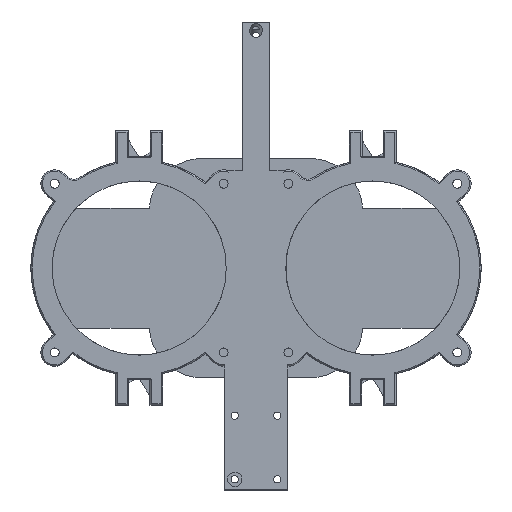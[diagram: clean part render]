
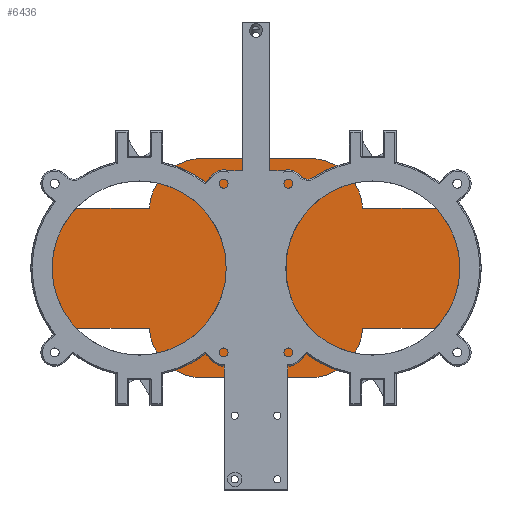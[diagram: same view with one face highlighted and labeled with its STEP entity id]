
A CAD part, top view. The second image highlights one B-rep face of the part: STEP entity #6436.
In plain terms, the highlighted planar face has unit normal (0, 0, 1).
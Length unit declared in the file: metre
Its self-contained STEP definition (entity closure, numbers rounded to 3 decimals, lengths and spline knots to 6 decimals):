
#357=PLANE('',#7113);
#614=CIRCLE('',#7062,0.048);
#616=CIRCLE('',#7066,0.025);
#618=CIRCLE('',#7070,0.025);
#620=CIRCLE('',#7074,0.048);
#622=CIRCLE('',#7078,0.025);
#625=CIRCLE('',#7083,0.001925);
#627=CIRCLE('',#7086,0.001925);
#629=CIRCLE('',#7089,0.001925);
#630=CIRCLE('',#7091,0.025);
#633=CIRCLE('',#7095,0.001925);
#635=CIRCLE('',#7098,0.001925);
#637=CIRCLE('',#7101,0.001925);
#2340=ORIENTED_EDGE('',*,*,#3285,.T.);
#2341=ORIENTED_EDGE('',*,*,#3283,.T.);
#2342=ORIENTED_EDGE('',*,*,#3238,.T.);
#2343=ORIENTED_EDGE('',*,*,#3280,.T.);
#2344=ORIENTED_EDGE('',*,*,#3269,.T.);
#2345=ORIENTED_EDGE('',*,*,#3266,.F.);
#2346=ORIENTED_EDGE('',*,*,#3263,.T.);
#2347=ORIENTED_EDGE('',*,*,#3260,.F.);
#2348=ORIENTED_EDGE('',*,*,#3257,.F.);
#2349=ORIENTED_EDGE('',*,*,#3254,.T.);
#2350=ORIENTED_EDGE('',*,*,#3251,.F.);
#2351=ORIENTED_EDGE('',*,*,#3248,.F.);
#2352=ORIENTED_EDGE('',*,*,#3245,.F.);
#2353=ORIENTED_EDGE('',*,*,#3242,.F.);
#2354=ORIENTED_EDGE('',*,*,#3279,.T.);
#2355=ORIENTED_EDGE('',*,*,#3277,.T.);
#2356=ORIENTED_EDGE('',*,*,#3275,.T.);
#2357=ORIENTED_EDGE('',*,*,#3287,.T.);
#3238=EDGE_CURVE('',#3851,#3852,#4398,.T.);
#3242=EDGE_CURVE('',#3851,#3855,#614,.T.);
#3245=EDGE_CURVE('',#3855,#3857,#4403,.T.);
#3248=EDGE_CURVE('',#3857,#3859,#616,.T.);
#3251=EDGE_CURVE('',#3859,#3861,#4407,.T.);
#3254=EDGE_CURVE('',#3863,#3861,#618,.T.);
#3257=EDGE_CURVE('',#3863,#3865,#4411,.T.);
#3260=EDGE_CURVE('',#3865,#3867,#620,.T.);
#3263=EDGE_CURVE('',#3869,#3867,#4415,.T.);
#3266=EDGE_CURVE('',#3869,#3871,#622,.T.);
#3269=EDGE_CURVE('',#3873,#3871,#4419,.T.);
#3275=EDGE_CURVE('',#3878,#3878,#625,.T.);
#3277=EDGE_CURVE('',#3880,#3880,#627,.T.);
#3279=EDGE_CURVE('',#3882,#3882,#629,.T.);
#3280=EDGE_CURVE('',#3852,#3873,#630,.T.);
#3283=EDGE_CURVE('',#3884,#3884,#633,.T.);
#3285=EDGE_CURVE('',#3886,#3886,#635,.T.);
#3287=EDGE_CURVE('',#3888,#3888,#637,.T.);
#3851=VERTEX_POINT('',#12251);
#3852=VERTEX_POINT('',#12252);
#3855=VERTEX_POINT('',#12260);
#3857=VERTEX_POINT('',#12266);
#3859=VERTEX_POINT('',#12272);
#3861=VERTEX_POINT('',#12278);
#3863=VERTEX_POINT('',#12284);
#3865=VERTEX_POINT('',#12290);
#3867=VERTEX_POINT('',#12296);
#3869=VERTEX_POINT('',#12302);
#3871=VERTEX_POINT('',#12308);
#3873=VERTEX_POINT('',#12314);
#3878=VERTEX_POINT('',#12326);
#3880=VERTEX_POINT('',#12331);
#3882=VERTEX_POINT('',#12336);
#3884=VERTEX_POINT('',#12344);
#3886=VERTEX_POINT('',#12349);
#3888=VERTEX_POINT('',#12354);
#4398=LINE('',#12250,#4894);
#4403=LINE('',#12265,#4899);
#4407=LINE('',#12277,#4903);
#4411=LINE('',#12289,#4907);
#4415=LINE('',#12301,#4911);
#4419=LINE('',#12313,#4915);
#4894=VECTOR('',#8735,1.);
#4899=VECTOR('',#8748,1.);
#4903=VECTOR('',#8760,1.);
#4907=VECTOR('',#8772,1.);
#4911=VECTOR('',#8784,1.);
#4915=VECTOR('',#8796,1.);
#5368=EDGE_LOOP('',(#2340));
#5369=EDGE_LOOP('',(#2341));
#5370=EDGE_LOOP('',(#2342,#2343,#2344,#2345,#2346,#2347,#2348,#2349,#2350,
#2351,#2352,#2353));
#5371=EDGE_LOOP('',(#2354));
#5372=EDGE_LOOP('',(#2355));
#5373=EDGE_LOOP('',(#2356));
#5374=EDGE_LOOP('',(#2357));
#5895=FACE_BOUND('',#5368,.T.);
#5896=FACE_BOUND('',#5369,.T.);
#5897=FACE_BOUND('',#5370,.T.);
#5898=FACE_BOUND('',#5371,.T.);
#5899=FACE_BOUND('',#5372,.T.);
#5900=FACE_BOUND('',#5373,.T.);
#5901=FACE_BOUND('',#5374,.T.);
#6436=ADVANCED_FACE('',(#5895,#5896,#5897,#5898,#5899,#5900,#5901),#357,
 .F.);
#7062=AXIS2_PLACEMENT_3D('',#12259,#8741,#8742);
#7066=AXIS2_PLACEMENT_3D('',#12271,#8753,#8754);
#7070=AXIS2_PLACEMENT_3D('',#12283,#8765,#8766);
#7074=AXIS2_PLACEMENT_3D('',#12295,#8777,#8778);
#7078=AXIS2_PLACEMENT_3D('',#12307,#8789,#8790);
#7083=AXIS2_PLACEMENT_3D('',#12325,#8805,#8806);
#7086=AXIS2_PLACEMENT_3D('',#12330,#8811,#8812);
#7089=AXIS2_PLACEMENT_3D('',#12335,#8817,#8818);
#7091=AXIS2_PLACEMENT_3D('',#12338,#8821,#8822);
#7095=AXIS2_PLACEMENT_3D('',#12343,#8829,#8830);
#7098=AXIS2_PLACEMENT_3D('',#12348,#8835,#8836);
#7101=AXIS2_PLACEMENT_3D('',#12353,#8841,#8842);
#7113=AXIS2_PLACEMENT_3D('',#12381,#8868,#8869);
#8735=DIRECTION('',(1.,0.,0.));
#8741=DIRECTION('',(0.,0.,-1.));
#8742=DIRECTION('',(-1.,0.,0.));
#8748=DIRECTION('',(1.,0.,0.));
#8753=DIRECTION('',(0.,0.,-1.));
#8754=DIRECTION('',(-1.,0.,0.));
#8760=DIRECTION('',(1.,0.,0.));
#8765=DIRECTION('',(0.,0.,1.));
#8766=DIRECTION('',(-1.,0.,0.));
#8772=DIRECTION('',(1.,0.,0.));
#8777=DIRECTION('',(0.,0.,-1.));
#8778=DIRECTION('',(-1.,0.,0.));
#8784=DIRECTION('',(1.,0.,0.));
#8789=DIRECTION('',(0.,0.,-1.));
#8790=DIRECTION('',(-1.,0.,0.));
#8796=DIRECTION('',(1.,0.,0.));
#8805=DIRECTION('',(0.,0.,-1.));
#8806=DIRECTION('',(-1.,0.,0.));
#8811=DIRECTION('',(0.,0.,-1.));
#8812=DIRECTION('',(-1.,0.,0.));
#8817=DIRECTION('',(0.,0.,-1.));
#8818=DIRECTION('',(-1.,0.,0.));
#8821=DIRECTION('',(0.,0.,1.));
#8822=DIRECTION('',(-1.,0.,0.));
#8829=DIRECTION('',(0.,0.,-1.));
#8830=DIRECTION('',(-1.,0.,0.));
#8835=DIRECTION('',(0.,0.,-1.));
#8836=DIRECTION('',(-1.,0.,0.));
#8841=DIRECTION('',(0.,0.,-1.));
#8842=DIRECTION('',(-1.,0.,0.));
#8868=DIRECTION('',(0.,0.,-1.));
#8869=DIRECTION('',(1.,0.,0.));
#12250=CARTESIAN_POINT('',(-0.017051,-0.028188,-0.04523));
#12251=CARTESIAN_POINT('',(-0.038852,-0.028187,-0.04523));
#12252=CARTESIAN_POINT('',(0.00475,-0.028188,-0.04523));
#12259=CARTESIAN_POINT('',(0.,0.,-0.04523));
#12260=CARTESIAN_POINT('',(-0.03885,0.028189,-0.04523));
#12265=CARTESIAN_POINT('',(-0.01705,0.028189,-0.04523));
#12266=CARTESIAN_POINT('',(0.00475,0.028189,-0.04523));
#12271=CARTESIAN_POINT('',(0.029703,0.026651,-0.04523));
#12272=CARTESIAN_POINT('',(0.030001,0.051649,-0.04523));
#12277=CARTESIAN_POINT('',(0.055001,0.051649,-0.04523));
#12278=CARTESIAN_POINT('',(0.080001,0.051648,-0.04523));
#12283=CARTESIAN_POINT('',(0.080297,0.02665,-0.04523));
#12284=CARTESIAN_POINT('',(0.10525,0.028188,-0.04523));
#12289=CARTESIAN_POINT('',(0.127051,0.028187,-0.04523));
#12290=CARTESIAN_POINT('',(0.148852,0.028187,-0.04523));
#12295=CARTESIAN_POINT('',(0.11,-0.000001,-0.04523));
#12296=CARTESIAN_POINT('',(0.148852,-0.028189,-0.04523));
#12301=CARTESIAN_POINT('',(0.12705,-0.028189,-0.04523));
#12302=CARTESIAN_POINT('',(0.105249,-0.028189,-0.04523));
#12307=CARTESIAN_POINT('',(0.080297,-0.026652,-0.04523));
#12308=CARTESIAN_POINT('',(0.079999,-0.05165,-0.04523));
#12313=CARTESIAN_POINT('',(0.054999,-0.05165,-0.04523));
#12314=CARTESIAN_POINT('',(0.029999,-0.05165,-0.04523));
#12325=CARTESIAN_POINT('',(0.148657,0.022062,-0.04523));
#12326=CARTESIAN_POINT('',(0.146732,0.022062,-0.04523));
#12330=CARTESIAN_POINT('',(0.055001,0.014999,-0.04523));
#12331=CARTESIAN_POINT('',(0.053076,0.014999,-0.04523));
#12335=CARTESIAN_POINT('',(0.055,-0.015001,-0.04523));
#12336=CARTESIAN_POINT('',(0.053075,-0.015001,-0.04523));
#12338=CARTESIAN_POINT('',(0.029702,-0.026652,-0.04523));
#12343=CARTESIAN_POINT('',(-0.038657,0.022062,-0.04523));
#12344=CARTESIAN_POINT('',(-0.040582,0.022062,-0.04523));
#12348=CARTESIAN_POINT('',(-0.038657,-0.022062,-0.04523));
#12349=CARTESIAN_POINT('',(-0.040582,-0.022062,-0.04523));
#12353=CARTESIAN_POINT('',(0.148657,-0.022062,-0.04523));
#12354=CARTESIAN_POINT('',(0.146732,-0.022062,-0.04523));
#12381=CARTESIAN_POINT('',(0.055,-0.000001,-0.04523));
